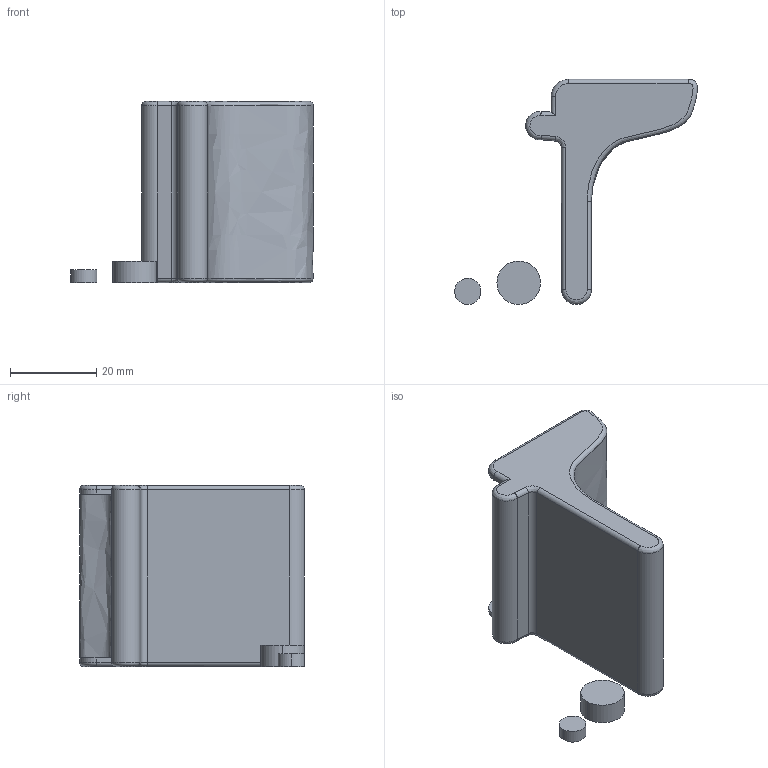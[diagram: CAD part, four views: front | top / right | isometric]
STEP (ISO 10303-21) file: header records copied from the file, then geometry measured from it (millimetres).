
FILE_DESCRIPTION(/* description */ (''),/* implementation_level */ '2;1');
FILE_NAME(/* name */ 'PolyDryer Core One Adapter Uncut',/* time_stamp */ '2025-04-05T12:33:24-07:00',/* author */ (''),/* organization */ (''),/* preprocessor_version */ 'ST-DEVELOPER v19.2',/* originating_system */ 'Rhino 8.17',/* authorisation */ '');
FILE_SCHEMA (('CONFIG_CONTROL_DESIGN'));
Length unit declared in the file: millimetre
Products named in the file (1): Document
Bounding box: 56.24 x 52.14 x 42 mm (x, y, z)
Volume: 24009.6 mm3; surface area: 9076 mm2
Topology: 3 solids, 3 shells, 47 faces, 101 edges, 60 vertices
Faces by surface type: cylinder 20, plane 15, bspline 12
Entity records: 2259 total; most frequent: CARTESIAN_POINT 1389, ORIENTED_EDGE 202, EDGE_CURVE 101, DIRECTION 91, AXIS2_PLACEMENT_3D 63, VERTEX_POINT 60, ADVANCED_FACE 47, FACE_OUTER_BOUND 47
